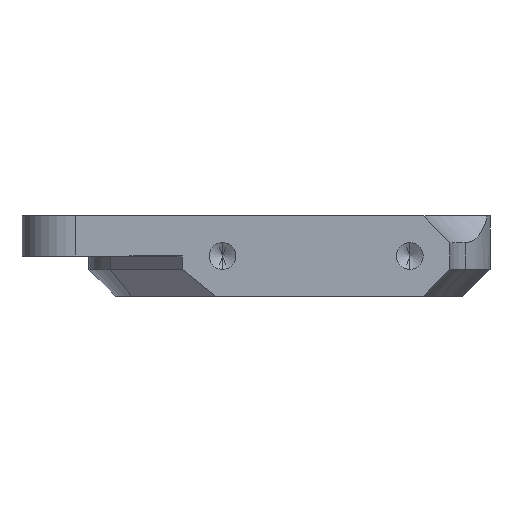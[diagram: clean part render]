
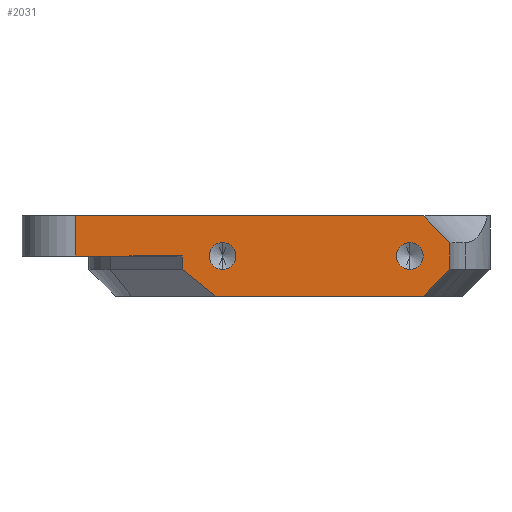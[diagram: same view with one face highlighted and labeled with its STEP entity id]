
A CAD part, front view. The second image highlights one B-rep face of the part: STEP entity #2031.
In plain terms, the highlighted planar face has unit normal (0, -1, 0).
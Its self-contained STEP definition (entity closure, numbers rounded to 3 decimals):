
#54 = EDGE_LOOP ( 'NONE', ( #2460, #1806, #413, #2344, #864, #138, #1713, #617, #335 ) ) ;
#55 = VECTOR ( 'NONE', #1812, 1000. ) ;
#88 = ORIENTED_EDGE ( 'NONE', *, *, #282, .T. ) ;
#124 = CARTESIAN_POINT ( 'NONE',  ( -25., -30., 0. ) ) ;
#138 = ORIENTED_EDGE ( 'NONE', *, *, #2191, .F. ) ;
#171 = CARTESIAN_POINT ( 'NONE',  ( -17.5, -30., 0. ) ) ;
#192 = CIRCLE ( 'NONE', #2257, 2.5 ) ;
#282 = EDGE_CURVE ( 'NONE', #1401, #2443, #192, .T. ) ;
#286 = AXIS2_PLACEMENT_3D ( 'NONE', #171, #791, #611 ) ;
#288 = VERTEX_POINT ( 'NONE', #2202 ) ;
#312 = DIRECTION ( 'NONE',  ( -1., 0., 0. ) ) ;
#317 = CARTESIAN_POINT ( 'NONE',  ( -17.5, -30., 0. ) ) ;
#333 = CARTESIAN_POINT ( 'NONE',  ( 0., -30., 0. ) ) ;
#335 = ORIENTED_EDGE ( 'NONE', *, *, #1067, .F. ) ;
#344 = DIRECTION ( 'NONE',  ( -0.707, 0., -0.707 ) ) ;
#379 = FACE_BOUND ( 'NONE', #1153, .T. ) ;
#405 = FACE_OUTER_BOUND ( 'NONE', #54, .T. ) ;
#413 = ORIENTED_EDGE ( 'NONE', *, *, #1881, .T. ) ;
#422 = CARTESIAN_POINT ( 'NONE',  ( -45., -30., 7.5 ) ) ;
#442 = LINE ( 'NONE', #2213, #2409 ) ;
#457 = VERTEX_POINT ( 'NONE', #748 ) ;
#469 = CARTESIAN_POINT ( 'NONE',  ( 17.5, -30., 2.5 ) ) ;
#514 = CARTESIAN_POINT ( 'NONE',  ( 0., -30., -7.5 ) ) ;
#562 = VECTOR ( 'NONE', #1688, 1000. ) ;
#584 = VECTOR ( 'NONE', #702, 1000. ) ;
#594 = DIRECTION ( 'NONE',  ( 0., 1., 0. ) ) ;
#611 = DIRECTION ( 'NONE',  ( 0., 0., -1. ) ) ;
#617 = ORIENTED_EDGE ( 'NONE', *, *, #695, .F. ) ;
#620 = DIRECTION ( 'NONE',  ( 0., 1., 0. ) ) ;
#625 = ORIENTED_EDGE ( 'NONE', *, *, #2334, .T. ) ;
#631 = EDGE_CURVE ( 'NONE', #2443, #1401, #2243, .T. ) ;
#695 = EDGE_CURVE ( 'NONE', #1792, #457, #1836, .T. ) ;
#699 = VERTEX_POINT ( 'NONE', #2434 ) ;
#702 = DIRECTION ( 'NONE',  ( 0., 0., -1. ) ) ;
#707 = CARTESIAN_POINT ( 'NONE',  ( -45., -30., 0. ) ) ;
#709 = EDGE_CURVE ( 'NONE', #1986, #1052, #2286, .T. ) ;
#710 = LINE ( 'NONE', #901, #562 ) ;
#725 = LINE ( 'NONE', #514, #1394 ) ;
#736 = VERTEX_POINT ( 'NONE', #2447 ) ;
#748 = CARTESIAN_POINT ( 'NONE',  ( 25., -30., -2.5 ) ) ;
#772 = VECTOR ( 'NONE', #344, 1000. ) ;
#774 = CARTESIAN_POINT ( 'NONE',  ( 0., -30., 7.5 ) ) ;
#791 = DIRECTION ( 'NONE',  ( 0., 1., 0. ) ) ;
#803 = DIRECTION ( 'NONE',  ( 0., 0., -1. ) ) ;
#805 = DIRECTION ( 'NONE',  ( -0.781, 0., 0.625 ) ) ;
#816 = LINE ( 'NONE', #1772, #1492 ) ;
#864 = ORIENTED_EDGE ( 'NONE', *, *, #1218, .F. ) ;
#901 = CARTESIAN_POINT ( 'NONE',  ( 0., -30., 7.5 ) ) ;
#944 = CIRCLE ( 'NONE', #286, 2.5 ) ;
#955 = LINE ( 'NONE', #1905, #772 ) ;
#999 = DIRECTION ( 'NONE',  ( 0., 0., -1. ) ) ;
#1014 = ORIENTED_EDGE ( 'NONE', *, *, #631, .T. ) ;
#1020 = CARTESIAN_POINT ( 'NONE',  ( 25., -30., 2.5 ) ) ;
#1043 = VERTEX_POINT ( 'NONE', #422 ) ;
#1052 = VERTEX_POINT ( 'NONE', #1232 ) ;
#1067 = EDGE_CURVE ( 'NONE', #288, #1792, #1964, .T. ) ;
#1153 = EDGE_LOOP ( 'NONE', ( #88, #1014 ) ) ;
#1184 = VECTOR ( 'NONE', #1528, 1000. ) ;
#1218 = EDGE_CURVE ( 'NONE', #699, #1516, #1389, .T. ) ;
#1232 = CARTESIAN_POINT ( 'NONE',  ( -17.5, -30., -2.5 ) ) ;
#1256 = CARTESIAN_POINT ( 'NONE',  ( 17.5, -30., -2.5 ) ) ;
#1306 = DIRECTION ( 'NONE',  ( 0., 0., -1. ) ) ;
#1313 = EDGE_LOOP ( 'NONE', ( #625, #2262 ) ) ;
#1389 = LINE ( 'NONE', #2548, #2125 ) ;
#1394 = VECTOR ( 'NONE', #312, 1000. ) ;
#1401 = VERTEX_POINT ( 'NONE', #1256 ) ;
#1406 = DIRECTION ( 'NONE',  ( 0., 0., -1. ) ) ;
#1478 = VERTEX_POINT ( 'NONE', #707 ) ;
#1492 = VECTOR ( 'NONE', #999, 1000. ) ;
#1515 = CARTESIAN_POINT ( 'NONE',  ( -25., -30., -2.5 ) ) ;
#1516 = VERTEX_POINT ( 'NONE', #1515 ) ;
#1528 = DIRECTION ( 'NONE',  ( 1., 0., 0. ) ) ;
#1649 = EDGE_CURVE ( 'NONE', #1043, #1478, #816, .T. ) ;
#1688 = DIRECTION ( 'NONE',  ( -1., 0., 0. ) ) ;
#1713 = ORIENTED_EDGE ( 'NONE', *, *, #1909, .F. ) ;
#1730 = EDGE_CURVE ( 'NONE', #2133, #1516, #442, .T. ) ;
#1732 = CARTESIAN_POINT ( 'NONE',  ( -17.5, -30., 2.5 ) ) ;
#1755 = FACE_BOUND ( 'NONE', #1313, .T. ) ;
#1772 = CARTESIAN_POINT ( 'NONE',  ( -45., -30., 7.5 ) ) ;
#1792 = VERTEX_POINT ( 'NONE', #1814 ) ;
#1806 = ORIENTED_EDGE ( 'NONE', *, *, #1649, .T. ) ;
#1812 = DIRECTION ( 'NONE',  ( 0.707, 0., -0.707 ) ) ;
#1814 = CARTESIAN_POINT ( 'NONE',  ( 25., -30., 2.5 ) ) ;
#1836 = LINE ( 'NONE', #2030, #584 ) ;
#1865 = CARTESIAN_POINT ( 'NONE',  ( 17.5, -30., 0. ) ) ;
#1881 = EDGE_CURVE ( 'NONE', #1478, #2133, #2492, .T. ) ;
#1905 = CARTESIAN_POINT ( 'NONE',  ( 20., -30., -7.5 ) ) ;
#1909 = EDGE_CURVE ( 'NONE', #457, #736, #955, .T. ) ;
#1964 = LINE ( 'NONE', #1020, #55 ) ;
#1965 = PLANE ( 'NONE',  #2388 ) ;
#1979 = DIRECTION ( 'NONE',  ( 0., 0., -1. ) ) ;
#1986 = VERTEX_POINT ( 'NONE', #1732 ) ;
#2030 = CARTESIAN_POINT ( 'NONE',  ( 25., -30., 7.5 ) ) ;
#2031 = ADVANCED_FACE ( 'NONE', ( #1755, #379, #405 ), #1965, .F. ) ;
#2125 = VECTOR ( 'NONE', #805, 1000. ) ;
#2133 = VERTEX_POINT ( 'NONE', #124 ) ;
#2145 = EDGE_CURVE ( 'NONE', #288, #1043, #710, .T. ) ;
#2191 = EDGE_CURVE ( 'NONE', #736, #699, #725, .T. ) ;
#2202 = CARTESIAN_POINT ( 'NONE',  ( 20., -30., 7.5 ) ) ;
#2213 = CARTESIAN_POINT ( 'NONE',  ( -25., -30., 0. ) ) ;
#2236 = DIRECTION ( 'NONE',  ( 0., 0., -1. ) ) ;
#2243 = CIRCLE ( 'NONE', #2289, 2.5 ) ;
#2257 = AXIS2_PLACEMENT_3D ( 'NONE', #2396, #620, #1406 ) ;
#2262 = ORIENTED_EDGE ( 'NONE', *, *, #709, .T. ) ;
#2279 = DIRECTION ( 'NONE',  ( 0., 1., 0. ) ) ;
#2286 = CIRCLE ( 'NONE', #2324, 2.5 ) ;
#2289 = AXIS2_PLACEMENT_3D ( 'NONE', #1865, #2308, #1306 ) ;
#2308 = DIRECTION ( 'NONE',  ( 0., 1., 0. ) ) ;
#2324 = AXIS2_PLACEMENT_3D ( 'NONE', #317, #2279, #2236 ) ;
#2334 = EDGE_CURVE ( 'NONE', #1052, #1986, #944, .T. ) ;
#2344 = ORIENTED_EDGE ( 'NONE', *, *, #1730, .T. ) ;
#2388 = AXIS2_PLACEMENT_3D ( 'NONE', #774, #594, #1979 ) ;
#2396 = CARTESIAN_POINT ( 'NONE',  ( 17.5, -30., 0. ) ) ;
#2409 = VECTOR ( 'NONE', #803, 1000. ) ;
#2434 = CARTESIAN_POINT ( 'NONE',  ( -18.75, -30., -7.5 ) ) ;
#2443 = VERTEX_POINT ( 'NONE', #469 ) ;
#2447 = CARTESIAN_POINT ( 'NONE',  ( 20., -30., -7.5 ) ) ;
#2460 = ORIENTED_EDGE ( 'NONE', *, *, #2145, .T. ) ;
#2492 = LINE ( 'NONE', #333, #1184 ) ;
#2548 = CARTESIAN_POINT ( 'NONE',  ( -28.293, -30., 0.134 ) ) ;
